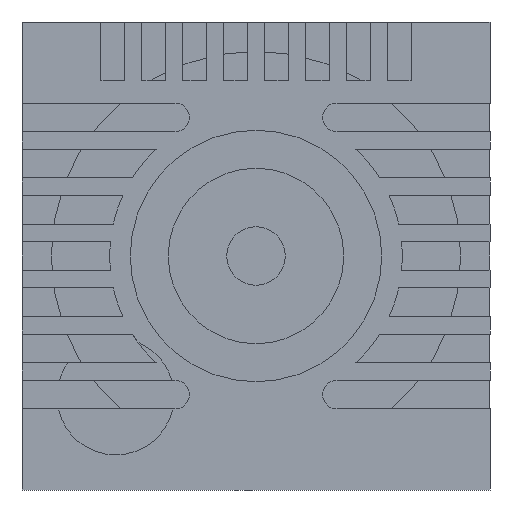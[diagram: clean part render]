
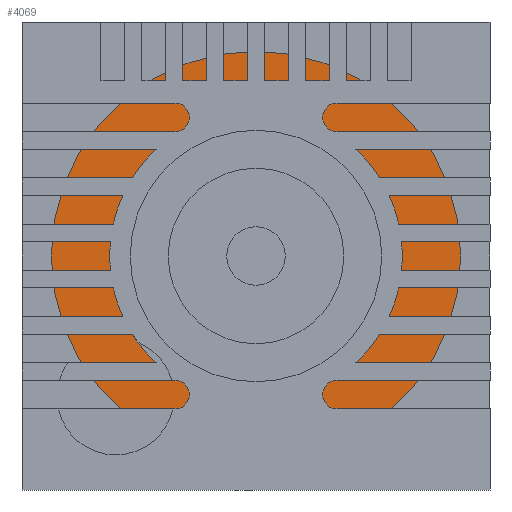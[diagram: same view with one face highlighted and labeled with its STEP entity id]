
A CAD part, front view. The second image highlights one B-rep face of the part: STEP entity #4069.
In plain terms, the highlighted planar face has unit normal (0, -1, 0).
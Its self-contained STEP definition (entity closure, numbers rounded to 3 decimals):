
#47 = CARTESIAN_POINT ( 'NONE',  ( -16., 90., -16. ) ) ;
#209 = EDGE_CURVE ( 'NONE', #1817, #818, #6007, .T. ) ;
#247 = FACE_OUTER_BOUND ( 'NONE', #2860, .T. ) ;
#294 = CARTESIAN_POINT ( 'NONE',  ( -16., 90., 16. ) ) ;
#304 = CIRCLE ( 'NONE', #7394, 4. ) ;
#392 = DIRECTION ( 'NONE',  ( 0., 1., 0. ) ) ;
#505 = AXIS2_PLACEMENT_3D ( 'NONE', #4325, #3649, #2939 ) ;
#530 = AXIS2_PLACEMENT_3D ( 'NONE', #5362, #6681, #1260 ) ;
#660 = DIRECTION ( 'NONE',  ( -1., 0., 0. ) ) ;
#748 = LINE ( 'NONE', #6965, #6483 ) ;
#783 = CIRCLE ( 'NONE', #2239, 1.5 ) ;
#818 = VERTEX_POINT ( 'NONE', #6433 ) ;
#887 = DIRECTION ( 'NONE',  ( 0., 0., 1. ) ) ;
#914 = CARTESIAN_POINT ( 'NONE',  ( 16., 90., -16. ) ) ;
#988 = DIRECTION ( 'NONE',  ( 0., 0., 1. ) ) ;
#996 = VERTEX_POINT ( 'NONE', #6072 ) ;
#1026 = DIRECTION ( 'NONE',  ( 0., 0., 1. ) ) ;
#1053 = DIRECTION ( 'NONE',  ( 0., 0., 1. ) ) ;
#1055 = CIRCLE ( 'NONE', #505, 1.5 ) ;
#1059 = PLANE ( 'NONE',  #4775 ) ;
#1061 = ORIENTED_EDGE ( 'NONE', *, *, #6428, .T. ) ;
#1089 = ORIENTED_EDGE ( 'NONE', *, *, #7624, .T. ) ;
#1092 = CARTESIAN_POINT ( 'NONE',  ( -16., 90., -16. ) ) ;
#1101 = DIRECTION ( 'NONE',  ( 0., 1., 0. ) ) ;
#1135 = EDGE_CURVE ( 'NONE', #6471, #3848, #8271, .T. ) ;
#1221 = VECTOR ( 'NONE', #660, 1000. ) ;
#1236 = CIRCLE ( 'NONE', #6357, 1.5 ) ;
#1260 = DIRECTION ( 'NONE',  ( 0., 0., 1. ) ) ;
#1292 = EDGE_CURVE ( 'NONE', #3990, #1817, #6707, .T. ) ;
#1335 = CARTESIAN_POINT ( 'NONE',  ( -16., 90., -14.5 ) ) ;
#1469 = AXIS2_PLACEMENT_3D ( 'NONE', #3080, #1101, #7049 ) ;
#1613 = CARTESIAN_POINT ( 'NONE',  ( -20., 90., 16. ) ) ;
#1633 = EDGE_CURVE ( 'NONE', #7567, #4633, #6274, .T. ) ;
#1692 = ORIENTED_EDGE ( 'NONE', *, *, #3955, .T. ) ;
#1730 = ORIENTED_EDGE ( 'NONE', *, *, #4045, .F. ) ;
#1734 = AXIS2_PLACEMENT_3D ( 'NONE', #7035, #6309, #1026 ) ;
#1741 = CARTESIAN_POINT ( 'NONE',  ( -16., 90., -16. ) ) ;
#1766 = CARTESIAN_POINT ( 'NONE',  ( -16., 90., -20. ) ) ;
#1817 = VERTEX_POINT ( 'NONE', #1613 ) ;
#1821 = DIRECTION ( 'NONE',  ( 0., 0., 1. ) ) ;
#2186 = AXIS2_PLACEMENT_3D ( 'NONE', #7439, #6056, #2724 ) ;
#2239 = AXIS2_PLACEMENT_3D ( 'NONE', #1092, #392, #6424 ) ;
#2262 = EDGE_LOOP ( 'NONE', ( #8642, #1692 ) ) ;
#2358 = EDGE_CURVE ( 'NONE', #2803, #8607, #748, .T. ) ;
#2411 = EDGE_CURVE ( 'NONE', #3620, #3144, #5008, .T. ) ;
#2433 = DIRECTION ( 'NONE',  ( 0., 1., 0. ) ) ;
#2460 = DIRECTION ( 'NONE',  ( 1., 0., 0. ) ) ;
#2565 = LINE ( 'NONE', #3352, #1221 ) ;
#2583 = ORIENTED_EDGE ( 'NONE', *, *, #2358, .F. ) ;
#2647 = FACE_BOUND ( 'NONE', #3813, .T. ) ;
#2724 = DIRECTION ( 'NONE',  ( 0., 0., 1. ) ) ;
#2790 = VERTEX_POINT ( 'NONE', #5496 ) ;
#2803 = VERTEX_POINT ( 'NONE', #4098 ) ;
#2860 = EDGE_LOOP ( 'NONE', ( #7793, #6531, #4612, #2583, #8079, #1730, #6450, #5730 ) ) ;
#2893 = DIRECTION ( 'NONE',  ( 0., 0., 1. ) ) ;
#2912 = CIRCLE ( 'NONE', #2186, 4. ) ;
#2937 = VECTOR ( 'NONE', #8661, 1000. ) ;
#2939 = DIRECTION ( 'NONE',  ( 0., 0., 1. ) ) ;
#3080 = CARTESIAN_POINT ( 'NONE',  ( -16., 90., -16. ) ) ;
#3144 = VERTEX_POINT ( 'NONE', #7892 ) ;
#3352 = CARTESIAN_POINT ( 'NONE',  ( 16., 90., -20. ) ) ;
#3395 = EDGE_CURVE ( 'NONE', #8607, #5907, #304, .T. ) ;
#3546 = CIRCLE ( 'NONE', #1734, 1.5 ) ;
#3572 = AXIS2_PLACEMENT_3D ( 'NONE', #5786, #6442, #8480 ) ;
#3606 = CARTESIAN_POINT ( 'NONE',  ( 16., 90., -16. ) ) ;
#3620 = VERTEX_POINT ( 'NONE', #1335 ) ;
#3624 = ORIENTED_EDGE ( 'NONE', *, *, #7209, .T. ) ;
#3649 = DIRECTION ( 'NONE',  ( 0., 1., 0. ) ) ;
#3658 = CARTESIAN_POINT ( 'NONE',  ( 16., 90., 16. ) ) ;
#3813 = EDGE_LOOP ( 'NONE', ( #5058, #1089 ) ) ;
#3848 = VERTEX_POINT ( 'NONE', #8158 ) ;
#3942 = CARTESIAN_POINT ( 'NONE',  ( 20., 90., -16. ) ) ;
#3955 = EDGE_CURVE ( 'NONE', #3144, #3620, #783, .T. ) ;
#3990 = VERTEX_POINT ( 'NONE', #7800 ) ;
#4045 = EDGE_CURVE ( 'NONE', #818, #2790, #5676, .T. ) ;
#4060 = VERTEX_POINT ( 'NONE', #6422 ) ;
#4069 = ADVANCED_FACE ( 'NONE', ( #7126, #4324, #2647, #5265, #247 ), #1059, .F. ) ;
#4098 = CARTESIAN_POINT ( 'NONE',  ( 20., 90., 16. ) ) ;
#4277 = DIRECTION ( 'NONE',  ( 0., 1., 0. ) ) ;
#4324 = FACE_BOUND ( 'NONE', #5212, .T. ) ;
#4325 = CARTESIAN_POINT ( 'NONE',  ( -16., 90., 16. ) ) ;
#4336 = DIRECTION ( 'NONE',  ( 0., 1., 0. ) ) ;
#4612 = ORIENTED_EDGE ( 'NONE', *, *, #3395, .F. ) ;
#4633 = VERTEX_POINT ( 'NONE', #5912 ) ;
#4775 = AXIS2_PLACEMENT_3D ( 'NONE', #1741, #2433, #1821 ) ;
#4842 = EDGE_CURVE ( 'NONE', #5674, #3990, #7548, .T. ) ;
#4860 = CARTESIAN_POINT ( 'NONE',  ( 16., 90., -14.5 ) ) ;
#5008 = CIRCLE ( 'NONE', #1469, 1.5 ) ;
#5014 = DIRECTION ( 'NONE',  ( 0., 1., 0. ) ) ;
#5040 = VECTOR ( 'NONE', #2460, 1000. ) ;
#5055 = EDGE_CURVE ( 'NONE', #4060, #996, #1055, .T. ) ;
#5058 = ORIENTED_EDGE ( 'NONE', *, *, #5055, .T. ) ;
#5171 = ORIENTED_EDGE ( 'NONE', *, *, #1135, .T. ) ;
#5212 = EDGE_LOOP ( 'NONE', ( #7691, #1061 ) ) ;
#5265 = FACE_BOUND ( 'NONE', #7561, .T. ) ;
#5270 = CARTESIAN_POINT ( 'NONE',  ( -20., 90., -16. ) ) ;
#5362 = CARTESIAN_POINT ( 'NONE',  ( -16., 90., 16. ) ) ;
#5366 = DIRECTION ( 'NONE',  ( 0., 0., 1. ) ) ;
#5496 = CARTESIAN_POINT ( 'NONE',  ( 16., 90., 20. ) ) ;
#5674 = VERTEX_POINT ( 'NONE', #1766 ) ;
#5676 = LINE ( 'NONE', #5767, #5040 ) ;
#5730 = ORIENTED_EDGE ( 'NONE', *, *, #1292, .F. ) ;
#5767 = CARTESIAN_POINT ( 'NONE',  ( -16., 90., 20. ) ) ;
#5786 = CARTESIAN_POINT ( 'NONE',  ( 16., 90., -16. ) ) ;
#5832 = AXIS2_PLACEMENT_3D ( 'NONE', #47, #8047, #5366 ) ;
#5907 = VERTEX_POINT ( 'NONE', #7388 ) ;
#5912 = CARTESIAN_POINT ( 'NONE',  ( 16., 90., -17.5 ) ) ;
#6007 = CIRCLE ( 'NONE', #530, 4. ) ;
#6056 = DIRECTION ( 'NONE',  ( 0., 1., 0. ) ) ;
#6072 = CARTESIAN_POINT ( 'NONE',  ( -16., 90., 14.5 ) ) ;
#6274 = CIRCLE ( 'NONE', #8670, 1.5 ) ;
#6309 = DIRECTION ( 'NONE',  ( 0., 1., 0. ) ) ;
#6357 = AXIS2_PLACEMENT_3D ( 'NONE', #294, #5014, #988 ) ;
#6422 = CARTESIAN_POINT ( 'NONE',  ( -16., 90., 17.5 ) ) ;
#6424 = DIRECTION ( 'NONE',  ( 0., 0., 1. ) ) ;
#6428 = EDGE_CURVE ( 'NONE', #4633, #7567, #7625, .T. ) ;
#6433 = CARTESIAN_POINT ( 'NONE',  ( -16., 90., 20. ) ) ;
#6442 = DIRECTION ( 'NONE',  ( 0., 1., 0. ) ) ;
#6450 = ORIENTED_EDGE ( 'NONE', *, *, #209, .F. ) ;
#6471 = VERTEX_POINT ( 'NONE', #7884 ) ;
#6483 = VECTOR ( 'NONE', #7640, 1000. ) ;
#6531 = ORIENTED_EDGE ( 'NONE', *, *, #8577, .F. ) ;
#6640 = EDGE_CURVE ( 'NONE', #2790, #2803, #2912, .T. ) ;
#6681 = DIRECTION ( 'NONE',  ( 0., 1., 0. ) ) ;
#6707 = LINE ( 'NONE', #5270, #2937 ) ;
#6920 = DIRECTION ( 'NONE',  ( 0., 1., 0. ) ) ;
#6965 = CARTESIAN_POINT ( 'NONE',  ( 20., 90., 16. ) ) ;
#7035 = CARTESIAN_POINT ( 'NONE',  ( 16., 90., 16. ) ) ;
#7049 = DIRECTION ( 'NONE',  ( 0., 0., 1. ) ) ;
#7126 = FACE_BOUND ( 'NONE', #2262, .T. ) ;
#7209 = EDGE_CURVE ( 'NONE', #3848, #6471, #3546, .T. ) ;
#7388 = CARTESIAN_POINT ( 'NONE',  ( 16., 90., -20. ) ) ;
#7394 = AXIS2_PLACEMENT_3D ( 'NONE', #3606, #6920, #2893 ) ;
#7439 = CARTESIAN_POINT ( 'NONE',  ( 16., 90., 16. ) ) ;
#7548 = CIRCLE ( 'NONE', #5832, 4. ) ;
#7561 = EDGE_LOOP ( 'NONE', ( #5171, #3624 ) ) ;
#7567 = VERTEX_POINT ( 'NONE', #4860 ) ;
#7624 = EDGE_CURVE ( 'NONE', #996, #4060, #1236, .T. ) ;
#7625 = CIRCLE ( 'NONE', #3572, 1.5 ) ;
#7640 = DIRECTION ( 'NONE',  ( 0., 0., -1. ) ) ;
#7691 = ORIENTED_EDGE ( 'NONE', *, *, #1633, .T. ) ;
#7793 = ORIENTED_EDGE ( 'NONE', *, *, #4842, .F. ) ;
#7800 = CARTESIAN_POINT ( 'NONE',  ( -20., 90., -16. ) ) ;
#7884 = CARTESIAN_POINT ( 'NONE',  ( 16., 90., 17.5 ) ) ;
#7892 = CARTESIAN_POINT ( 'NONE',  ( -16., 90., -17.5 ) ) ;
#8047 = DIRECTION ( 'NONE',  ( 0., 1., 0. ) ) ;
#8079 = ORIENTED_EDGE ( 'NONE', *, *, #6640, .F. ) ;
#8158 = CARTESIAN_POINT ( 'NONE',  ( 16., 90., 14.5 ) ) ;
#8253 = AXIS2_PLACEMENT_3D ( 'NONE', #3658, #4336, #1053 ) ;
#8271 = CIRCLE ( 'NONE', #8253, 1.5 ) ;
#8480 = DIRECTION ( 'NONE',  ( 0., 0., 1. ) ) ;
#8577 = EDGE_CURVE ( 'NONE', #5907, #5674, #2565, .T. ) ;
#8607 = VERTEX_POINT ( 'NONE', #3942 ) ;
#8642 = ORIENTED_EDGE ( 'NONE', *, *, #2411, .T. ) ;
#8661 = DIRECTION ( 'NONE',  ( 0., 0., 1. ) ) ;
#8670 = AXIS2_PLACEMENT_3D ( 'NONE', #914, #4277, #887 ) ;
